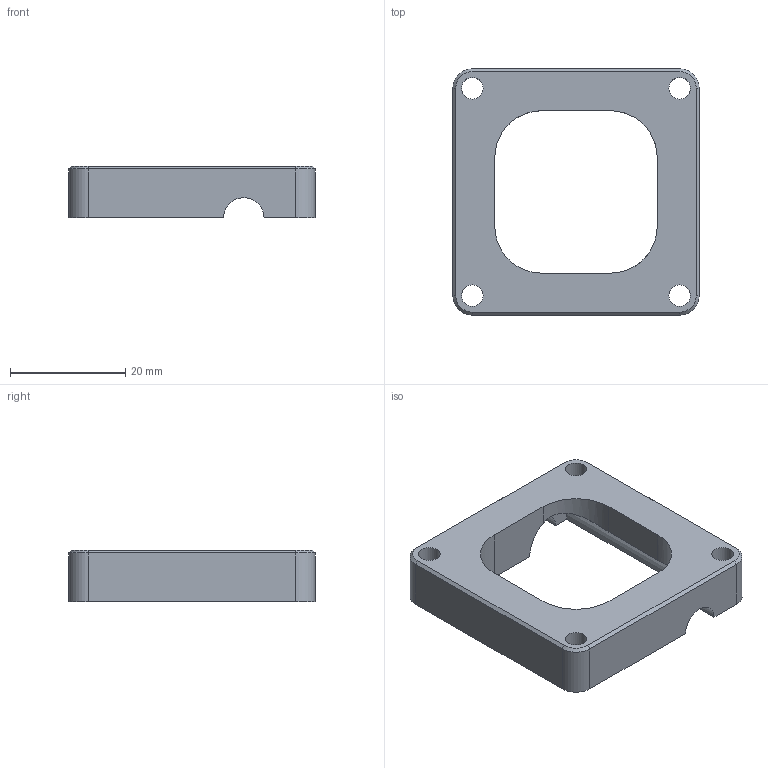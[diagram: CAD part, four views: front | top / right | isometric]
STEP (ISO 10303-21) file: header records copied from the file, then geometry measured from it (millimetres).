
FILE_DESCRIPTION(/* description */ (''),/* implementation_level */ '2;1');
FILE_NAME(/* name */ 'P-MOUNTING-ULTIM-LAYER 3.step',/* time_stamp */ '2016-07-22T13:18:19+01:00',/* author */ (''),/* organization */ (''),/* preprocessor_version */ 'ST-DEVELOPER v16.5',/* originating_system */ 'Autodesk Translation Framework v5.1.0.2740',/* authorisation */ '');
FILE_SCHEMA (('AUTOMOTIVE_DESIGN { 1 0 10303 214 3 1 1 }'));
Length unit declared in the file: centimetre
Products named in the file (1): Layer 3 v4
Bounding box: 42.75 x 42.75 x 9 mm (x, y, z)
Volume: 8504 mm3; surface area: 4829.2 mm2
Topology: 1 solids, 1 shells, 36 faces, 97 edges, 62 vertices
Faces by surface type: plane 17, cylinder 15, cone 4
Full cylindrical faces by diameter (mm): 3.75 x4
Entity records: 1177 total; most frequent: CARTESIAN_POINT 218, DIRECTION 199, ORIENTED_EDGE 186, EDGE_CURVE 93, AXIS2_PLACEMENT_3D 71, VERTEX_POINT 62, LINE 57, VECTOR 57
